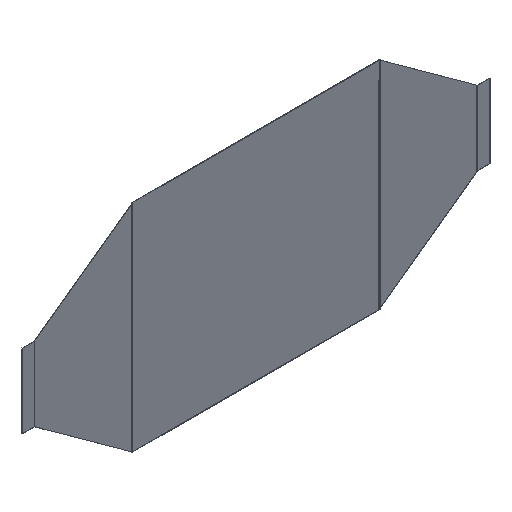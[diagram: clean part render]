
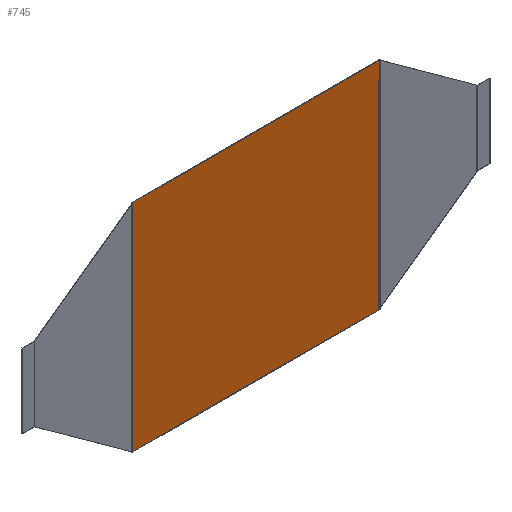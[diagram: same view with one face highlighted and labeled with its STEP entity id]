
A CAD part, isometric view. The second image highlights one B-rep face of the part: STEP entity #745.
In plain terms, the highlighted planar face has unit normal (0, -1, 0).
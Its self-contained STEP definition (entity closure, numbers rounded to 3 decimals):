
#51=FACE_OUTER_BOUND('',#97,.T.);
#97=EDGE_LOOP('',(#617,#618,#619,#620));
#185=LINE('',#1170,#285);
#192=LINE('',#1184,#292);
#195=LINE('',#1190,#295);
#196=LINE('',#1191,#296);
#285=VECTOR('',#959,10.);
#292=VECTOR('',#974,10.);
#295=VECTOR('',#979,10.);
#296=VECTOR('',#980,10.);
#355=VERTEX_POINT('',#1167);
#356=VERTEX_POINT('',#1169);
#359=VERTEX_POINT('',#1183);
#361=VERTEX_POINT('',#1189);
#441=EDGE_CURVE('',#356,#355,#185,.T.);
#448=EDGE_CURVE('',#359,#356,#192,.T.);
#451=EDGE_CURVE('',#355,#361,#195,.T.);
#452=EDGE_CURVE('',#361,#359,#196,.T.);
#617=ORIENTED_EDGE('',*,*,#441,.T.);
#618=ORIENTED_EDGE('',*,*,#451,.T.);
#619=ORIENTED_EDGE('',*,*,#452,.T.);
#620=ORIENTED_EDGE('',*,*,#448,.T.);
#699=PLANE('',#805);
#745=ADVANCED_FACE('',(#51),#699,.T.);
#805=AXIS2_PLACEMENT_3D('',#1188,#977,#978);
#959=DIRECTION('',(0.,0.,1.));
#974=DIRECTION('',(1.,0.,0.));
#977=DIRECTION('center_axis',(0.,-1.,0.));
#978=DIRECTION('ref_axis',(0.,0.,1.));
#979=DIRECTION('',(-1.,0.,0.));
#980=DIRECTION('',(0.,0.,-1.));
#1167=CARTESIAN_POINT('',(199.579,-0.4,175.));
#1169=CARTESIAN_POINT('',(199.579,-0.4,-175.));
#1170=CARTESIAN_POINT('',(199.579,-0.4,87.5));
#1183=CARTESIAN_POINT('',(-199.579,-0.4,-175.));
#1184=CARTESIAN_POINT('',(200.,-0.4,-175.));
#1188=CARTESIAN_POINT('Origin',(0.,-0.4,0.));
#1189=CARTESIAN_POINT('',(-199.579,-0.4,175.));
#1190=CARTESIAN_POINT('',(-200.,-0.4,175.));
#1191=CARTESIAN_POINT('',(-199.579,-0.4,-87.5));
